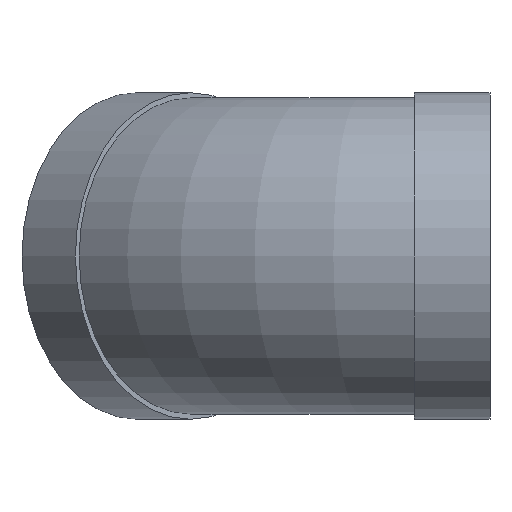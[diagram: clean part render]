
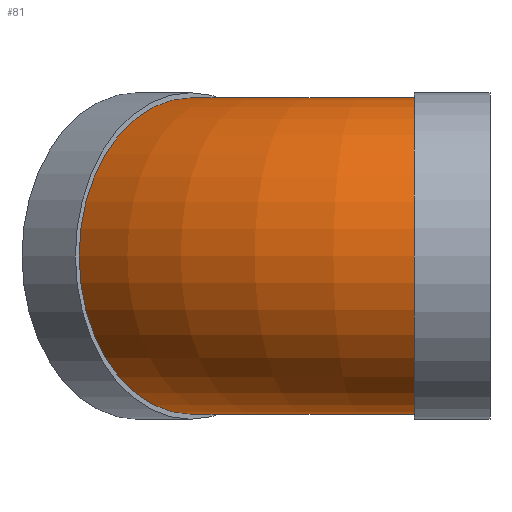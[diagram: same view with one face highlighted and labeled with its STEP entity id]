
A CAD part, left-side view. The second image highlights one B-rep face of the part: STEP entity #81.
In plain terms, the highlighted toroidal (fillet/blend) face has major radius 180 mm and minor radius 90 mm.
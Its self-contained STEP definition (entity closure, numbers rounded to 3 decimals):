
#81 = ADVANCED_FACE( '', ( #158, #159 ), #160, .T. );
#158 = FACE_OUTER_BOUND( '', #220, .T. );
#159 = FACE_OUTER_BOUND( '', #221, .T. );
#160 = TOROIDAL_SURFACE( '', #222, 180., 90. );
#220 = EDGE_LOOP( '', ( #292 ) );
#221 = EDGE_LOOP( '', ( #293 ) );
#222 = AXIS2_PLACEMENT_3D( '', #294, #295, #296 );
#292 = ORIENTED_EDGE( '', *, *, #315, .T. );
#293 = ORIENTED_EDGE( '', *, *, #319, .F. );
#294 = CARTESIAN_POINT( '', ( 180., 43., 0. ) );
#295 = DIRECTION( '', ( 0., 0., -1. ) );
#296 = DIRECTION( '', ( -1., 0., 0. ) );
#315 = EDGE_CURVE( '', #348, #348, #349, .T. );
#319 = EDGE_CURVE( '', #354, #354, #355, .T. );
#348 = VERTEX_POINT( '', #384 );
#349 = CIRCLE( '', #385, 90. );
#354 = VERTEX_POINT( '', #390 );
#355 = CIRCLE( '', #391, 90. );
#384 = CARTESIAN_POINT( '', ( 90., 43., 0. ) );
#385 = AXIS2_PLACEMENT_3D( '', #421, #422, #423 );
#390 = CARTESIAN_POINT( '', ( 116.36, 106.64, 0. ) );
#391 = AXIS2_PLACEMENT_3D( '', #427, #428, #429 );
#421 = CARTESIAN_POINT( '', ( 0., 43., 0. ) );
#422 = DIRECTION( '', ( 0., 1., 0. ) );
#423 = DIRECTION( '', ( 1., 0., 0. ) );
#427 = CARTESIAN_POINT( '', ( 52.721, 170.279, 0. ) );
#428 = DIRECTION( '', ( 0.707, 0.707, 0. ) );
#429 = DIRECTION( '', ( 0.707, -0.707, 0. ) );
